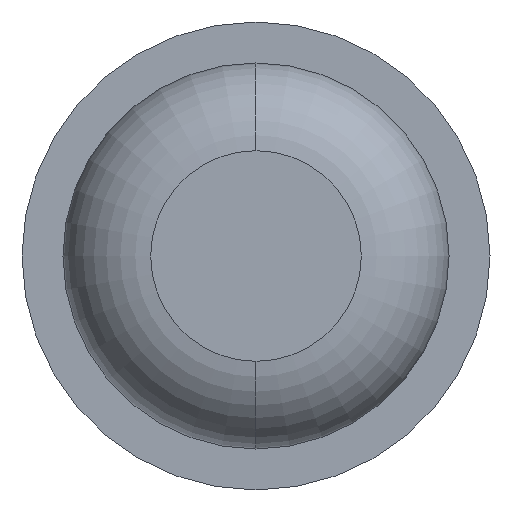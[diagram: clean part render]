
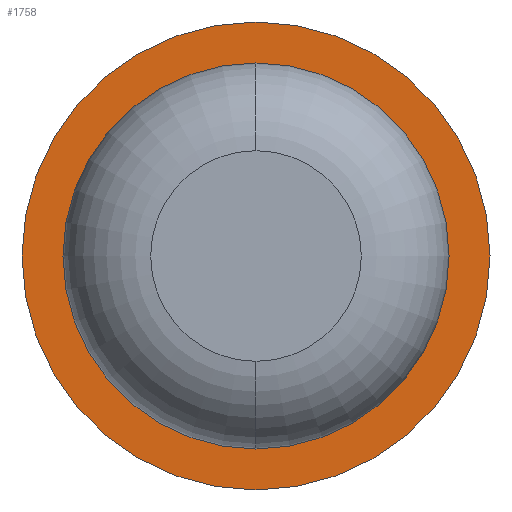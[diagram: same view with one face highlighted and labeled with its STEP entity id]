
A CAD part, front view. The second image highlights one B-rep face of the part: STEP entity #1758.
In plain terms, the highlighted planar face has unit normal (0, -1, 0).
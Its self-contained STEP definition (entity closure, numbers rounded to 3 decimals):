
#60 = CIRCLE ( 'NONE', #2986, 0.825 ) ;
#99 = DIRECTION ( 'NONE',  ( 0., 1., 0. ) ) ;
#116 = CARTESIAN_POINT ( 'NONE',  ( 0., -8., 0. ) ) ;
#144 = AXIS2_PLACEMENT_3D ( 'NONE', #892, #1144, #314 ) ;
#167 = VERTEX_POINT ( 'NONE', #2602 ) ;
#186 = FACE_BOUND ( 'NONE', #2674, .T. ) ;
#270 = VERTEX_POINT ( 'NONE', #3500 ) ;
#314 = DIRECTION ( 'NONE',  ( -1., 0., 0. ) ) ;
#333 = ORIENTED_EDGE ( 'NONE', *, *, #1844, .T. ) ;
#355 = EDGE_LOOP ( 'NONE', ( #2870, #2139 ) ) ;
#578 = EDGE_CURVE ( 'Defeature ausgef�hrt1_5+Defeature ausgef�hrt1_0+Defeature ausgef�hrt1_0+Defeature ausgef�hrt1_0', #167, #270, #60, .T. ) ;
#633 = CIRCLE ( 'NONE', #2875, 0.825 ) ;
#709 = AXIS2_PLACEMENT_3D ( 'NONE', #2115, #2614, #1828 ) ;
#767 = CARTESIAN_POINT ( 'NONE',  ( 1., -8., 0. ) ) ;
#892 = CARTESIAN_POINT ( 'NONE',  ( 0., -8., 0. ) ) ;
#1009 = VERTEX_POINT ( 'NONE', #1358 ) ;
#1144 = DIRECTION ( 'NONE',  ( 0., 1., 0. ) ) ;
#1255 = DIRECTION ( 'NONE',  ( 0., 1., 0. ) ) ;
#1296 = EDGE_CURVE ( 'Defeature ausgef�hrt1_6+Defeature ausgef�hrt1_5+Defeature ausgef�hrt1_5+Defeature ausgef�hrt1_5', #1009, #2909, #1875, .T. ) ;
#1358 = CARTESIAN_POINT ( 'NONE',  ( -1., -8., 0. ) ) ;
#1658 = DIRECTION ( 'NONE',  ( -1., 0., 0. ) ) ;
#1758 = ADVANCED_FACE ( 'Defeature ausgef�hrt1_5', ( #1873, #186 ), #3294, .F. ) ;
#1828 = DIRECTION ( 'NONE',  ( -1., 0., 0. ) ) ;
#1844 = EDGE_CURVE ( 'Defeature ausgef�hrt1_5+Defeature ausgef�hrt1_0+Defeature ausgef�hrt1_0+Defeature ausgef�hrt1_0', #270, #167, #633, .T. ) ;
#1873 = FACE_OUTER_BOUND ( 'NONE', #355, .T. ) ;
#1875 = CIRCLE ( 'NONE', #709, 1. ) ;
#1918 = CIRCLE ( 'NONE', #144, 1. ) ;
#2115 = CARTESIAN_POINT ( 'NONE',  ( 0., -8., 0. ) ) ;
#2139 = ORIENTED_EDGE ( 'NONE', *, *, #2946, .F. ) ;
#2269 = CARTESIAN_POINT ( 'NONE',  ( 0., -8., 0. ) ) ;
#2347 = ORIENTED_EDGE ( 'NONE', *, *, #578, .T. ) ;
#2602 = CARTESIAN_POINT ( 'NONE',  ( 0., -8., 0.825 ) ) ;
#2614 = DIRECTION ( 'NONE',  ( 0., 1., 0. ) ) ;
#2674 = EDGE_LOOP ( 'NONE', ( #2347, #333 ) ) ;
#2870 = ORIENTED_EDGE ( 'NONE', *, *, #1296, .F. ) ;
#2875 = AXIS2_PLACEMENT_3D ( 'NONE', #116, #99, #2985 ) ;
#2909 = VERTEX_POINT ( 'NONE', #767 ) ;
#2946 = EDGE_CURVE ( 'Defeature ausgef�hrt1_6+Defeature ausgef�hrt1_5+Defeature ausgef�hrt1_5+Defeature ausgef�hrt1_5', #2909, #1009, #1918, .T. ) ;
#2985 = DIRECTION ( 'NONE',  ( -1., 0., 0. ) ) ;
#2986 = AXIS2_PLACEMENT_3D ( 'NONE', #2269, #3114, #1658 ) ;
#3114 = DIRECTION ( 'NONE',  ( 0., 1., 0. ) ) ;
#3142 = AXIS2_PLACEMENT_3D ( 'NONE', #3329, #1255, #3304 ) ;
#3294 = PLANE ( 'NONE',  #3142 ) ;
#3304 = DIRECTION ( 'NONE',  ( -1., 0., 0. ) ) ;
#3329 = CARTESIAN_POINT ( 'NONE',  ( 0.825, -8., 0. ) ) ;
#3500 = CARTESIAN_POINT ( 'NONE',  ( 0., -8., -0.825 ) ) ;
